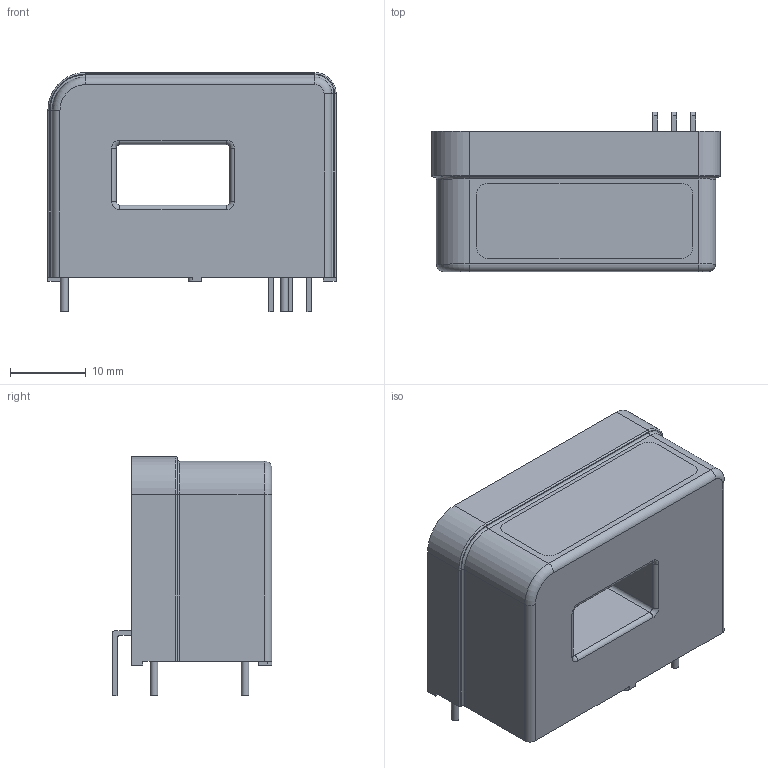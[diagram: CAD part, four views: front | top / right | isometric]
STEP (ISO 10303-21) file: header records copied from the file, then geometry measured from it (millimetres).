
FILE_DESCRIPTION(/* description */ ('Unknown'),/* implementation_level */ '2;1');
FILE_NAME(/* name */ 'L01Z600S05',/* time_stamp */ '2024-09-30T11:08:02+02:00',/* author */ ('Unknown'),/* organization */ ('Unknown'),/* preprocessor_version */ 'ST-DEVELOPER v19.4',/* originating_system */ 'Solid Edge',/* authorisation */ 'Unknown');
FILE_SCHEMA (('AUTOMOTIVE_DESIGN {1 0 10303 214 3 1 1}'));
Length unit declared in the file: millimetre
Products named in the file (1): L01Z600S05
Bounding box: 38 x 21.06 x 31.5 mm (x, y, z)
Volume: 15529.3 mm3; surface area: 5081 mm2
Topology: 1 solids, 1 shells, 156 faces, 410 edges, 266 vertices
Faces by surface type: plane 70, cylinder 68, torus 18
Full cylindrical faces by diameter (mm): 1 x2
Entity records: 5923 total; most frequent: DIRECTION 872, CARTESIAN_POINT 827, ORIENTED_EDGE 812, EDGE_CURVE 406, AXIS2_PLACEMENT_3D 309, VERTEX_POINT 264, LINE 254, VECTOR 254
